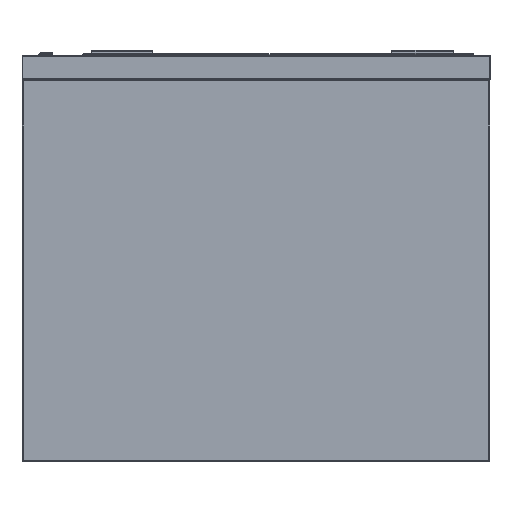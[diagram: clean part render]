
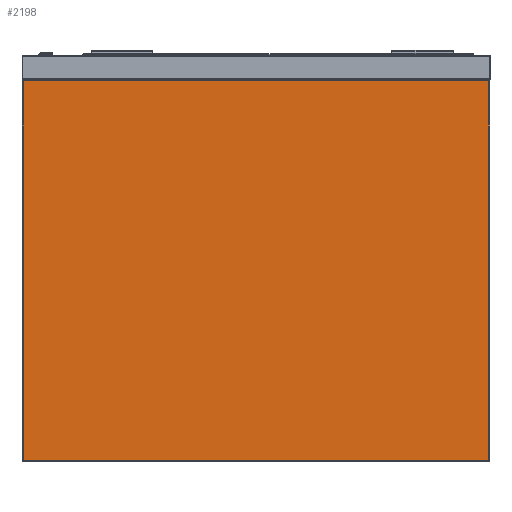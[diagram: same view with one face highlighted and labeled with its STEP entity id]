
A CAD part, left-side view. The second image highlights one B-rep face of the part: STEP entity #2198.
In plain terms, the highlighted planar face has unit normal (-1, 0, 0).
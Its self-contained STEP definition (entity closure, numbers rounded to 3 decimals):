
#2198 = ADVANCED_FACE ( 'Fl�che7', ( #32480 ), #16095, .T. ) ;
#2598 = CARTESIAN_POINT ( 'NONE',  ( -660., 378., -658. ) ) ;
#2901 = LINE ( 'NONE', #6038, #33012 ) ;
#3389 = AXIS2_PLACEMENT_3D ( 'NONE', #32823, #18671, #26978 ) ;
#5132 = DIRECTION ( 'NONE',  ( 0., 0., 1. ) ) ;
#5603 = CARTESIAN_POINT ( 'NONE',  ( -660., 380., -42. ) ) ;
#6038 = CARTESIAN_POINT ( 'NONE',  ( -660., -380., -658. ) ) ;
#6184 = VERTEX_POINT ( 'NONE', #9101 ) ;
#6232 = ORIENTED_EDGE ( 'NONE', *, *, #19863, .T. ) ;
#6354 = VERTEX_POINT ( 'NONE', #21227 ) ;
#8476 = CARTESIAN_POINT ( 'NONE',  ( -660., -378., -660. ) ) ;
#9101 = CARTESIAN_POINT ( 'NONE',  ( -660., -378., -42. ) ) ;
#10137 = VERTEX_POINT ( 'NONE', #2598 ) ;
#12347 = DIRECTION ( 'NONE',  ( 0., 0., -1. ) ) ;
#12615 = VECTOR ( 'NONE', #5132, 1000. ) ;
#13538 = EDGE_CURVE ( 'NONE', #34802, #10137, #29092, .T. ) ;
#16095 = PLANE ( 'NONE',  #3389 ) ;
#18331 = CARTESIAN_POINT ( 'NONE',  ( -660., 378., -42. ) ) ;
#18671 = DIRECTION ( 'NONE',  ( -1., 0., 0. ) ) ;
#19863 = EDGE_CURVE ( 'NONE', #6354, #6184, #27452, .T. ) ;
#21227 = CARTESIAN_POINT ( 'NONE',  ( -660., -378., -658. ) ) ;
#22591 = DIRECTION ( 'NONE',  ( 0., 1., 0. ) ) ;
#23004 = DIRECTION ( 'NONE',  ( 0., -1., 0. ) ) ;
#23406 = CARTESIAN_POINT ( 'NONE',  ( -660., 378., -660. ) ) ;
#23408 = EDGE_CURVE ( 'NONE', #6184, #34802, #28285, .T. ) ;
#25286 = VECTOR ( 'NONE', #22591, 1000. ) ;
#26649 = ORIENTED_EDGE ( 'NONE', *, *, #23408, .T. ) ;
#26978 = DIRECTION ( 'NONE',  ( 0., 0., 1. ) ) ;
#27161 = ORIENTED_EDGE ( 'NONE', *, *, #13538, .T. ) ;
#27452 = LINE ( 'NONE', #8476, #12615 ) ;
#28285 = LINE ( 'NONE', #5603, #25286 ) ;
#29092 = LINE ( 'NONE', #23406, #32821 ) ;
#32480 = FACE_OUTER_BOUND ( 'NONE', #35918, .T. ) ;
#32821 = VECTOR ( 'NONE', #12347, 1000. ) ;
#32823 = CARTESIAN_POINT ( 'NONE',  ( -660., -380., -660. ) ) ;
#32938 = ORIENTED_EDGE ( 'NONE', *, *, #35399, .T. ) ;
#33012 = VECTOR ( 'NONE', #23004, 1000. ) ;
#34802 = VERTEX_POINT ( 'NONE', #18331 ) ;
#35399 = EDGE_CURVE ( 'NONE', #10137, #6354, #2901, .T. ) ;
#35918 = EDGE_LOOP ( 'NONE', ( #6232, #26649, #27161, #32938 ) ) ;
